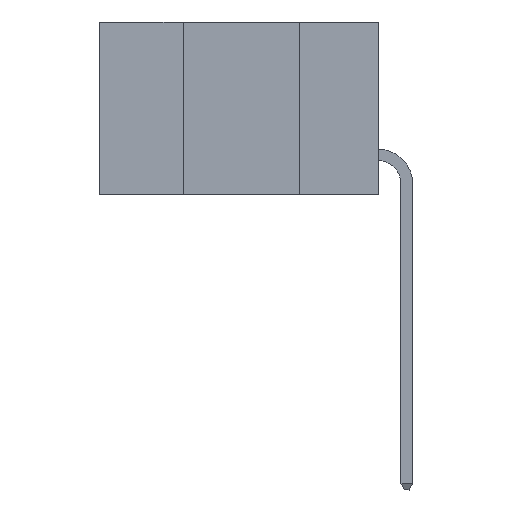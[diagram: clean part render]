
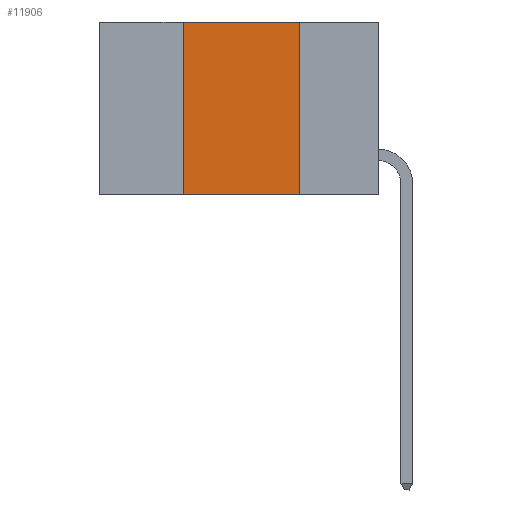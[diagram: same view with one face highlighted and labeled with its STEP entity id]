
A CAD part, left-side view. The second image highlights one B-rep face of the part: STEP entity #11906.
In plain terms, the highlighted planar face has unit normal (-1, 0, 0).
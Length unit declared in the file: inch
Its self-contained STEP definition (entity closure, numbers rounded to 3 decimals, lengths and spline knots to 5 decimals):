
#170 = LINE ( 'NONE', #4170, #6137 ) ;
#198 = LINE ( 'NONE', #2256, #9017 ) ;
#501 = AXIS2_PLACEMENT_3D ( 'NONE', #5167, #8178, #12257 ) ;
#897 = EDGE_CURVE ( 'NONE', #5427, #11490, #170, .T. ) ;
#919 = VECTOR ( 'NONE', #2228, 39.37008 ) ;
#1439 = EDGE_CURVE ( 'NONE', #4687, #5427, #3429, .T. ) ;
#1740 = EDGE_CURVE ( 'NONE', #4687, #11675, #198, .T. ) ;
#2228 = DIRECTION ( 'NONE',  ( 0., 0., -1. ) ) ;
#2256 = CARTESIAN_POINT ( 'NONE',  ( 0., 0.6, -0.37 ) ) ;
#2498 = EDGE_LOOP ( 'NONE', ( #3048, #4360, #9659, #11400 ) ) ;
#3048 = ORIENTED_EDGE ( 'NONE', *, *, #10820, .F. ) ;
#3322 = PLANE ( 'NONE',  #501 ) ;
#3429 = LINE ( 'NONE', #8537, #8768 ) ;
#4121 = LINE ( 'NONE', #7136, #919 ) ;
#4170 = CARTESIAN_POINT ( 'NONE',  ( 0., 0.6, 0. ) ) ;
#4360 = ORIENTED_EDGE ( 'NONE', *, *, #897, .F. ) ;
#4687 = VERTEX_POINT ( 'NONE', #6851 ) ;
#4738 = CARTESIAN_POINT ( 'NONE',  ( 0., 0.17, 0. ) ) ;
#5167 = CARTESIAN_POINT ( 'NONE',  ( 0., 0.6, 0. ) ) ;
#5286 = FACE_OUTER_BOUND ( 'NONE', #2498, .T. ) ;
#5427 = VERTEX_POINT ( 'NONE', #10684 ) ;
#6137 = VECTOR ( 'NONE', #9230, 39.37008 ) ;
#6851 = CARTESIAN_POINT ( 'NONE',  ( 0., 0.42, -0.37 ) ) ;
#6979 = DIRECTION ( 'NONE',  ( 0., -1., 0. ) ) ;
#7136 = CARTESIAN_POINT ( 'NONE',  ( 0., 0.17, -0.37 ) ) ;
#8178 = DIRECTION ( 'NONE',  ( 1., 0., 0. ) ) ;
#8342 = DIRECTION ( 'NONE',  ( 0., 0., 1. ) ) ;
#8537 = CARTESIAN_POINT ( 'NONE',  ( 0., 0.42, -0.37 ) ) ;
#8768 = VECTOR ( 'NONE', #8342, 39.37008 ) ;
#9017 = VECTOR ( 'NONE', #6979, 39.37008 ) ;
#9230 = DIRECTION ( 'NONE',  ( 0., -1., 0. ) ) ;
#9259 = CARTESIAN_POINT ( 'NONE',  ( 0., 0.17, -0.37 ) ) ;
#9659 = ORIENTED_EDGE ( 'NONE', *, *, #1439, .F. ) ;
#10684 = CARTESIAN_POINT ( 'NONE',  ( 0., 0.42, 0. ) ) ;
#10820 = EDGE_CURVE ( 'NONE', #11490, #11675, #4121, .T. ) ;
#11400 = ORIENTED_EDGE ( 'NONE', *, *, #1740, .T. ) ;
#11490 = VERTEX_POINT ( 'NONE', #4738 ) ;
#11675 = VERTEX_POINT ( 'NONE', #9259 ) ;
#11906 = ADVANCED_FACE ( 'NONE', ( #5286 ), #3322, .F. ) ;
#12257 = DIRECTION ( 'NONE',  ( 0., 0., -1. ) ) ;
